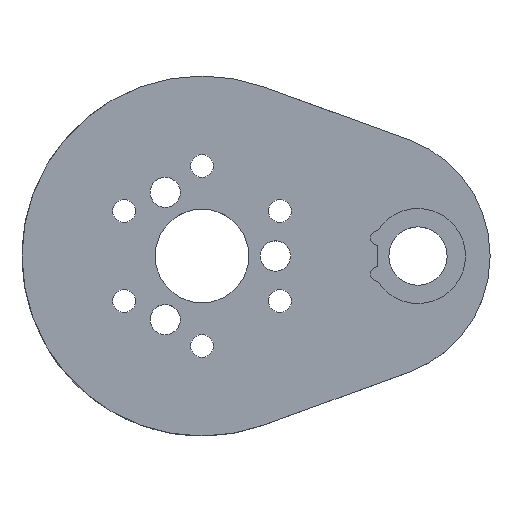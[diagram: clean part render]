
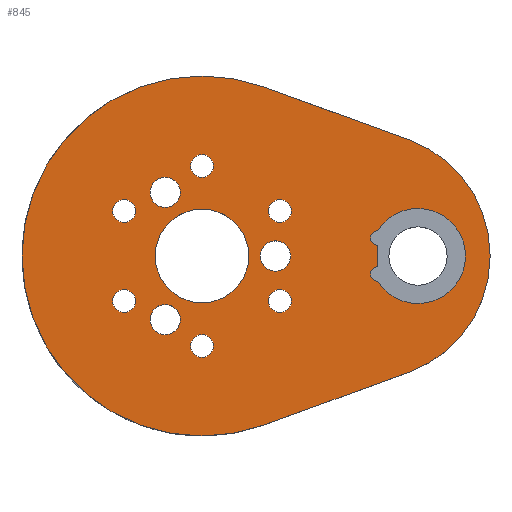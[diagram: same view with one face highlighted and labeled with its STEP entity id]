
A CAD part, top view. The second image highlights one B-rep face of the part: STEP entity #845.
In plain terms, the highlighted planar face has unit normal (0, 0, 1).
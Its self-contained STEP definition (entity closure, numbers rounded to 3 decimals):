
#15=FACE_BOUND('',#128,.T.);
#16=FACE_BOUND('',#129,.T.);
#17=FACE_BOUND('',#130,.T.);
#18=FACE_BOUND('',#131,.T.);
#19=FACE_BOUND('',#132,.T.);
#20=FACE_BOUND('',#133,.T.);
#21=FACE_BOUND('',#134,.T.);
#22=FACE_BOUND('',#135,.T.);
#23=FACE_BOUND('',#136,.T.);
#24=FACE_BOUND('',#137,.T.);
#25=FACE_BOUND('',#138,.T.);
#50=PLANE('',#926);
#73=FACE_OUTER_BOUND('',#127,.T.);
#127=EDGE_LOOP('',(#584,#585,#586,#587,#588,#589));
#128=EDGE_LOOP('',(#590,#591,#592,#593));
#129=EDGE_LOOP('',(#594));
#130=EDGE_LOOP('',(#595));
#131=EDGE_LOOP('',(#596));
#132=EDGE_LOOP('',(#597));
#133=EDGE_LOOP('',(#598));
#134=EDGE_LOOP('',(#599));
#135=EDGE_LOOP('',(#600));
#136=EDGE_LOOP('',(#601));
#137=EDGE_LOOP('',(#602));
#138=EDGE_LOOP('',(#603));
#218=LINE('',#1359,#268);
#219=LINE('',#1363,#269);
#220=LINE('',#1366,#270);
#221=LINE('',#1367,#271);
#268=VECTOR('',#1063,10.);
#269=VECTOR('',#1066,10.);
#270=VECTOR('',#1069,10.);
#271=VECTOR('',#1070,10.);
#314=CIRCLE('',#921,1.);
#316=CIRCLE('',#924,1.);
#318=CIRCLE('',#927,17.);
#319=CIRCLE('',#928,17.);
#320=CIRCLE('',#929,25.);
#321=CIRCLE('',#930,6.6);
#322=CIRCLE('',#931,2.1);
#323=CIRCLE('',#932,2.1);
#324=CIRCLE('',#933,2.1);
#325=CIRCLE('',#934,1.6);
#326=CIRCLE('',#935,1.6);
#327=CIRCLE('',#936,1.6);
#328=CIRCLE('',#937,1.6);
#329=CIRCLE('',#938,1.6);
#330=CIRCLE('',#939,1.6);
#331=CIRCLE('',#940,6.5);
#381=VERTEX_POINT('',#1337);
#382=VERTEX_POINT('',#1338);
#385=VERTEX_POINT('',#1346);
#386=VERTEX_POINT('',#1347);
#389=VERTEX_POINT('',#1355);
#390=VERTEX_POINT('',#1356);
#391=VERTEX_POINT('',#1358);
#392=VERTEX_POINT('',#1360);
#393=VERTEX_POINT('',#1362);
#394=VERTEX_POINT('',#1364);
#395=VERTEX_POINT('',#1369);
#396=VERTEX_POINT('',#1371);
#397=VERTEX_POINT('',#1373);
#398=VERTEX_POINT('',#1375);
#399=VERTEX_POINT('',#1377);
#400=VERTEX_POINT('',#1379);
#401=VERTEX_POINT('',#1381);
#402=VERTEX_POINT('',#1383);
#403=VERTEX_POINT('',#1385);
#404=VERTEX_POINT('',#1387);
#459=EDGE_CURVE('',#381,#382,#314,.T.);
#463=EDGE_CURVE('',#385,#386,#316,.T.);
#467=EDGE_CURVE('',#389,#390,#318,.T.);
#468=EDGE_CURVE('',#391,#389,#218,.T.);
#469=EDGE_CURVE('',#392,#391,#319,.T.);
#470=EDGE_CURVE('',#393,#392,#219,.T.);
#471=EDGE_CURVE('',#394,#393,#320,.T.);
#472=EDGE_CURVE('',#390,#394,#220,.T.);
#473=EDGE_CURVE('',#385,#382,#221,.T.);
#474=EDGE_CURVE('',#381,#386,#321,.T.);
#475=EDGE_CURVE('',#395,#395,#322,.T.);
#476=EDGE_CURVE('',#396,#396,#323,.T.);
#477=EDGE_CURVE('',#397,#397,#324,.T.);
#478=EDGE_CURVE('',#398,#398,#325,.T.);
#479=EDGE_CURVE('',#399,#399,#326,.T.);
#480=EDGE_CURVE('',#400,#400,#327,.T.);
#481=EDGE_CURVE('',#401,#401,#328,.T.);
#482=EDGE_CURVE('',#402,#402,#329,.T.);
#483=EDGE_CURVE('',#403,#403,#330,.T.);
#484=EDGE_CURVE('',#404,#404,#331,.T.);
#584=ORIENTED_EDGE('',*,*,#467,.F.);
#585=ORIENTED_EDGE('',*,*,#468,.F.);
#586=ORIENTED_EDGE('',*,*,#469,.F.);
#587=ORIENTED_EDGE('',*,*,#470,.F.);
#588=ORIENTED_EDGE('',*,*,#471,.F.);
#589=ORIENTED_EDGE('',*,*,#472,.F.);
#590=ORIENTED_EDGE('',*,*,#459,.T.);
#591=ORIENTED_EDGE('',*,*,#473,.F.);
#592=ORIENTED_EDGE('',*,*,#463,.T.);
#593=ORIENTED_EDGE('',*,*,#474,.F.);
#594=ORIENTED_EDGE('',*,*,#475,.F.);
#595=ORIENTED_EDGE('',*,*,#476,.F.);
#596=ORIENTED_EDGE('',*,*,#477,.F.);
#597=ORIENTED_EDGE('',*,*,#478,.F.);
#598=ORIENTED_EDGE('',*,*,#479,.F.);
#599=ORIENTED_EDGE('',*,*,#480,.F.);
#600=ORIENTED_EDGE('',*,*,#481,.F.);
#601=ORIENTED_EDGE('',*,*,#482,.F.);
#602=ORIENTED_EDGE('',*,*,#483,.F.);
#603=ORIENTED_EDGE('',*,*,#484,.F.);
#845=ADVANCED_FACE('',(#73,#15,#16,#17,#18,#19,#20,#21,#22,#23,#24,#25),
#50,.F.);
#921=AXIS2_PLACEMENT_3D('',#1339,#1045,#1046);
#924=AXIS2_PLACEMENT_3D('',#1348,#1053,#1054);
#926=AXIS2_PLACEMENT_3D('',#1354,#1059,#1060);
#927=AXIS2_PLACEMENT_3D('',#1357,#1061,#1062);
#928=AXIS2_PLACEMENT_3D('',#1361,#1064,#1065);
#929=AXIS2_PLACEMENT_3D('',#1365,#1067,#1068);
#930=AXIS2_PLACEMENT_3D('',#1368,#1071,#1072);
#931=AXIS2_PLACEMENT_3D('',#1370,#1073,#1074);
#932=AXIS2_PLACEMENT_3D('',#1372,#1075,#1076);
#933=AXIS2_PLACEMENT_3D('',#1374,#1077,#1078);
#934=AXIS2_PLACEMENT_3D('',#1376,#1079,#1080);
#935=AXIS2_PLACEMENT_3D('',#1378,#1081,#1082);
#936=AXIS2_PLACEMENT_3D('',#1380,#1083,#1084);
#937=AXIS2_PLACEMENT_3D('',#1382,#1085,#1086);
#938=AXIS2_PLACEMENT_3D('',#1384,#1087,#1088);
#939=AXIS2_PLACEMENT_3D('',#1386,#1089,#1090);
#940=AXIS2_PLACEMENT_3D('',#1388,#1091,#1092);
#1045=DIRECTION('center_axis',(0.,0.,-1.));
#1046=DIRECTION('ref_axis',(0.,1.,0.));
#1053=DIRECTION('center_axis',(0.,0.,-1.));
#1054=DIRECTION('ref_axis',(0.,1.,0.));
#1059=DIRECTION('center_axis',(0.,0.,-1.));
#1060=DIRECTION('ref_axis',(-1.,0.,0.));
#1061=DIRECTION('center_axis',(0.,0.,-1.));
#1062=DIRECTION('ref_axis',(0.819,-0.574,0.));
#1063=DIRECTION('',(0.,-1.,0.));
#1064=DIRECTION('center_axis',(0.,0.,-1.));
#1065=DIRECTION('ref_axis',(0.819,0.574,0.));
#1066=DIRECTION('',(0.94,-0.342,0.));
#1067=DIRECTION('center_axis',(0.,0.,-1.));
#1068=DIRECTION('ref_axis',(1.,0.,0.));
#1069=DIRECTION('',(-0.94,-0.342,0.));
#1070=DIRECTION('',(0.,-1.,0.));
#1071=DIRECTION('center_axis',(0.,0.,1.));
#1072=DIRECTION('ref_axis',(-1.,0.,0.));
#1073=DIRECTION('center_axis',(0.,0.,1.));
#1074=DIRECTION('ref_axis',(1.,0.,0.));
#1075=DIRECTION('center_axis',(0.,0.,1.));
#1076=DIRECTION('ref_axis',(1.,0.,0.));
#1077=DIRECTION('center_axis',(0.,0.,1.));
#1078=DIRECTION('ref_axis',(1.,0.,0.));
#1079=DIRECTION('center_axis',(0.,0.,1.));
#1080=DIRECTION('ref_axis',(1.,0.,0.));
#1081=DIRECTION('center_axis',(0.,0.,1.));
#1082=DIRECTION('ref_axis',(1.,0.,0.));
#1083=DIRECTION('center_axis',(0.,0.,1.));
#1084=DIRECTION('ref_axis',(1.,0.,0.));
#1085=DIRECTION('center_axis',(0.,0.,1.));
#1086=DIRECTION('ref_axis',(1.,0.,0.));
#1087=DIRECTION('center_axis',(0.,0.,1.));
#1088=DIRECTION('ref_axis',(1.,0.,0.));
#1089=DIRECTION('center_axis',(0.,0.,1.));
#1090=DIRECTION('ref_axis',(1.,0.,0.));
#1091=DIRECTION('center_axis',(0.,0.,1.));
#1092=DIRECTION('ref_axis',(-1.,0.,0.));
#1337=CARTESIAN_POINT('',(24.4,-3.493,0.));
#1338=CARTESIAN_POINT('',(24.4,-1.493,0.));
#1339=CARTESIAN_POINT('Origin',(24.4,-2.493,0.));
#1346=CARTESIAN_POINT('',(24.4,1.493,0.));
#1347=CARTESIAN_POINT('',(24.4,3.493,0.));
#1348=CARTESIAN_POINT('Origin',(24.4,2.493,0.));
#1354=CARTESIAN_POINT('Origin',(3.912,2.125,0.));
#1355=CARTESIAN_POINT('',(40.,-0.142,0.));
#1356=CARTESIAN_POINT('',(28.814,-16.117,0.));
#1357=CARTESIAN_POINT('Origin',(23.,-0.142,0.));
#1358=CARTESIAN_POINT('',(40.,0.142,0.));
#1359=CARTESIAN_POINT('',(40.,-4.96,0.));
#1360=CARTESIAN_POINT('',(28.814,16.117,0.));
#1361=CARTESIAN_POINT('Origin',(23.,0.142,0.));
#1362=CARTESIAN_POINT('',(8.551,23.492,0.));
#1363=CARTESIAN_POINT('',(25.661,17.265,0.));
#1364=CARTESIAN_POINT('',(8.551,-23.492,0.));
#1365=CARTESIAN_POINT('Origin',(0.,0.,0.));
#1366=CARTESIAN_POINT('',(10.619,-22.739,0.));
#1367=CARTESIAN_POINT('',(24.4,2.809,0.));
#1368=CARTESIAN_POINT('Origin',(30.,0.,0.));
#1369=CARTESIAN_POINT('',(-7.2,-8.833,0.));
#1370=CARTESIAN_POINT('Origin',(-5.1,-8.833,0.));
#1371=CARTESIAN_POINT('',(-7.2,8.833,0.));
#1372=CARTESIAN_POINT('Origin',(-5.1,8.833,0.));
#1373=CARTESIAN_POINT('',(8.1,0.,0.));
#1374=CARTESIAN_POINT('Origin',(10.2,0.,0.));
#1375=CARTESIAN_POINT('',(9.225,-6.25,0.));
#1376=CARTESIAN_POINT('Origin',(10.825,-6.25,0.));
#1377=CARTESIAN_POINT('',(-1.6,-12.5,0.));
#1378=CARTESIAN_POINT('Origin',(0.,-12.5,0.));
#1379=CARTESIAN_POINT('',(-12.425,-6.25,0.));
#1380=CARTESIAN_POINT('Origin',(-10.825,-6.25,0.));
#1381=CARTESIAN_POINT('',(-12.425,6.25,0.));
#1382=CARTESIAN_POINT('Origin',(-10.825,6.25,0.));
#1383=CARTESIAN_POINT('',(-1.6,12.5,0.));
#1384=CARTESIAN_POINT('Origin',(0.,12.5,0.));
#1385=CARTESIAN_POINT('',(9.225,6.25,0.));
#1386=CARTESIAN_POINT('Origin',(10.825,6.25,0.));
#1387=CARTESIAN_POINT('',(6.5,0.,0.));
#1388=CARTESIAN_POINT('Origin',(0.,0.,0.));
